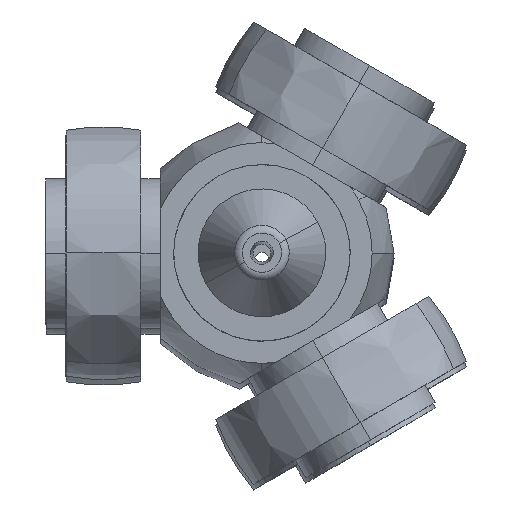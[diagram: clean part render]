
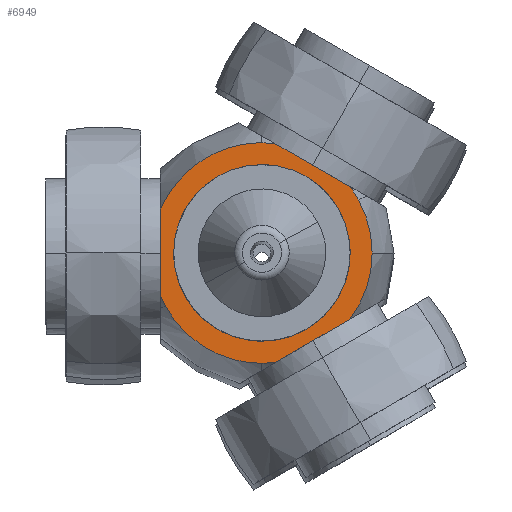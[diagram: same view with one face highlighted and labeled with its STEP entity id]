
A CAD part, top view. The second image highlights one B-rep face of the part: STEP entity #6949.
In plain terms, the highlighted face is planar.
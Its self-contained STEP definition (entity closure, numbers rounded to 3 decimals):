
#6395=CARTESIAN_POINT('Vertex',(11.,4.865,11.514)) ;
#6470=CARTESIAN_POINT('Vertex',(11.,-4.933,11.485)) ;
#6473=CARTESIAN_POINT('Line Origine',(11.,-0.034,11.5)) ;
#6563=CARTESIAN_POINT('Control Point',(11.,8.261,9.381)) ;
#6564=CARTESIAN_POINT('Control Point',(11.,6.736,10.724)) ;
#6565=CARTESIAN_POINT('Control Point',(11.,4.865,11.514)) ;
#6566=CARTESIAN_POINT('Vertex',(11.,8.261,9.381)) ;
#6570=CARTESIAN_POINT('Control Point',(11.,10.807,6.282)) ;
#6571=CARTESIAN_POINT('Control Point',(11.,9.786,8.038)) ;
#6572=CARTESIAN_POINT('Control Point',(11.,8.261,9.381)) ;
#6573=CARTESIAN_POINT('Vertex',(11.,10.807,6.282)) ;
#6577=CARTESIAN_POINT('Control Point',(11.,12.24,2.536)) ;
#6578=CARTESIAN_POINT('Control Point',(11.,11.828,4.526)) ;
#6579=CARTESIAN_POINT('Control Point',(11.,10.807,6.282)) ;
#6580=CARTESIAN_POINT('Vertex',(11.,12.24,2.536)) ;
#6584=CARTESIAN_POINT('Control Point',(11.,12.5,0.)) ;
#6585=CARTESIAN_POINT('Control Point',(11.,12.5,1.281)) ;
#6586=CARTESIAN_POINT('Control Point',(11.,12.24,2.536)) ;
#6587=CARTESIAN_POINT('Vertex',(11.,12.5,0.)) ;
#6790=CARTESIAN_POINT('Vertex',(11.,-12.5,0.)) ;
#6794=CARTESIAN_POINT('Control Point',(11.,-5.993,10.97)) ;
#6795=CARTESIAN_POINT('Control Point',(11.,-12.5,7.415)) ;
#6796=CARTESIAN_POINT('Control Point',(11.,-12.5,0.)) ;
#6797=CARTESIAN_POINT('Vertex',(11.,-5.993,10.97)) ;
#6839=CARTESIAN_POINT('Control Point',(11.,-4.933,11.485)) ;
#6840=CARTESIAN_POINT('Control Point',(11.,-5.475,11.253)) ;
#6841=CARTESIAN_POINT('Control Point',(11.,-5.993,10.97)) ;
#6849=CARTESIAN_POINT('Axis2P3D Location',(11.,0.,10.)) ;
#6855=CARTESIAN_POINT('Control Point',(11.,12.413,-1.471)) ;
#6856=CARTESIAN_POINT('Control Point',(11.,12.448,-1.178)) ;
#6857=CARTESIAN_POINT('Control Point',(11.,12.474,-0.884)) ;
#6858=CARTESIAN_POINT('Control Point',(11.,12.491,-0.589)) ;
#6859=CARTESIAN_POINT('Control Point',(11.,12.5,-0.295)) ;
#6860=CARTESIAN_POINT('Control Point',(11.,12.5,0.)) ;
#6861=CARTESIAN_POINT('Vertex',(11.,12.413,-1.471)) ;
#6865=CARTESIAN_POINT('Control Point',(11.,-12.5,0.)) ;
#6866=CARTESIAN_POINT('Control Point',(11.,-12.5,-0.31)) ;
#6867=CARTESIAN_POINT('Control Point',(11.,-12.49,-0.619)) ;
#6868=CARTESIAN_POINT('Control Point',(11.,-12.471,-0.929)) ;
#6869=CARTESIAN_POINT('Control Point',(11.,-12.443,-1.237)) ;
#6870=CARTESIAN_POINT('Control Point',(11.,-12.404,-1.544)) ;
#6871=CARTESIAN_POINT('Vertex',(11.,-12.404,-1.544)) ;
#6874=CARTESIAN_POINT('Line Origine',(11.,-9.942,-5.779)) ;
#6878=CARTESIAN_POINT('Vertex',(11.,-7.48,-10.015)) ;
#6881=CARTESIAN_POINT('Axis2P3D Location',(11.,0.,0.)) ;
#6885=CARTESIAN_POINT('Vertex',(11.,0.,-12.5)) ;
#6888=CARTESIAN_POINT('Axis2P3D Location',(11.,0.,0.)) ;
#6892=CARTESIAN_POINT('Vertex',(11.,5.993,-10.97)) ;
#6895=CARTESIAN_POINT('Axis2P3D Location',(11.,0.,0.)) ;
#6899=CARTESIAN_POINT('Vertex',(11.,7.539,-9.97)) ;
#6902=CARTESIAN_POINT('Line Origine',(11.,9.976,-5.72)) ;
#6923=CARTESIAN_POINT('Axis2P3D Location',(11.,0.,0.)) ;
#6927=CARTESIAN_POINT('Vertex',(11.,-4.794,8.776)) ;
#6929=CARTESIAN_POINT('Vertex',(11.,-10.,0.)) ;
#6932=CARTESIAN_POINT('Axis2P3D Location',(11.,0.,0.)) ;
#6936=CARTESIAN_POINT('Vertex',(11.,10.,0.)) ;
#6939=CARTESIAN_POINT('Axis2P3D Location',(11.,0.,0.)) ;
#6474=DIRECTION('Vector Direction',(0.,1.,0.003)) ;
#6850=DIRECTION('Axis2P3D Direction',(1.,0.,0.)) ;
#6851=DIRECTION('Axis2P3D XDirection',(0.,0.,-1.)) ;
#6875=DIRECTION('Vector Direction',(0.,0.503,-0.865)) ;
#6882=DIRECTION('Axis2P3D Direction',(1.,0.,0.)) ;
#6889=DIRECTION('Axis2P3D Direction',(1.,0.,0.)) ;
#6896=DIRECTION('Axis2P3D Direction',(1.,0.,0.)) ;
#6903=DIRECTION('Vector Direction',(0.,-0.497,-0.868)) ;
#6924=DIRECTION('Axis2P3D Direction',(1.,0.,0.)) ;
#6933=DIRECTION('Axis2P3D Direction',(1.,0.,0.)) ;
#6940=DIRECTION('Axis2P3D Direction',(1.,0.,0.)) ;
#6852=AXIS2_PLACEMENT_3D('Plane Axis2P3D',#6849,#6850,#6851) ;
#6883=AXIS2_PLACEMENT_3D('Circle Axis2P3D',#6881,#6882,$) ;
#6890=AXIS2_PLACEMENT_3D('Circle Axis2P3D',#6888,#6889,$) ;
#6897=AXIS2_PLACEMENT_3D('Circle Axis2P3D',#6895,#6896,$) ;
#6925=AXIS2_PLACEMENT_3D('Circle Axis2P3D',#6923,#6924,$) ;
#6934=AXIS2_PLACEMENT_3D('Circle Axis2P3D',#6932,#6933,$) ;
#6941=AXIS2_PLACEMENT_3D('Circle Axis2P3D',#6939,#6940,$) ;
#6908=ORIENTED_EDGE('',*,*,#6863,.T.) ;
#6909=ORIENTED_EDGE('',*,*,#6589,.T.) ;
#6910=ORIENTED_EDGE('',*,*,#6582,.T.) ;
#6911=ORIENTED_EDGE('',*,*,#6575,.T.) ;
#6912=ORIENTED_EDGE('',*,*,#6568,.T.) ;
#6913=ORIENTED_EDGE('',*,*,#6477,.F.) ;
#6914=ORIENTED_EDGE('',*,*,#6842,.T.) ;
#6915=ORIENTED_EDGE('',*,*,#6799,.T.) ;
#6916=ORIENTED_EDGE('',*,*,#6873,.T.) ;
#6917=ORIENTED_EDGE('',*,*,#6880,.T.) ;
#6918=ORIENTED_EDGE('',*,*,#6887,.T.) ;
#6919=ORIENTED_EDGE('',*,*,#6894,.T.) ;
#6920=ORIENTED_EDGE('',*,*,#6901,.T.) ;
#6921=ORIENTED_EDGE('',*,*,#6906,.F.) ;
#6945=ORIENTED_EDGE('',*,*,#6931,.F.) ;
#6946=ORIENTED_EDGE('',*,*,#6938,.F.) ;
#6947=ORIENTED_EDGE('',*,*,#6943,.F.) ;
#6948=FACE_BOUND('',#6944,.T.) ;
#6475=VECTOR('Line Direction',#6474,1.) ;
#6876=VECTOR('Line Direction',#6875,1.) ;
#6904=VECTOR('Line Direction',#6903,1.) ;
#6949=ADVANCED_FACE('Body1',(#6922,#6948),#6853,.T.) ;
#6854=B_SPLINE_CURVE_WITH_KNOTS('',5,(#6855,#6856,#6857,#6858,#6859,#6860),.UNSPECIFIED.,.F.,.U.,(6,6),(0.,2.089),.UNSPECIFIED.) ;
#6864=B_SPLINE_CURVE_WITH_KNOTS('',5,(#6865,#6866,#6867,#6868,#6869,#6870),.UNSPECIFIED.,.F.,.U.,(6,6),(18.972,21.164),.UNSPECIFIED.) ;
#6884=CIRCLE('generated circle',#6883,12.5) ;
#6891=CIRCLE('generated circle',#6890,12.5) ;
#6898=CIRCLE('generated circle',#6897,12.5) ;
#6926=CIRCLE('generated circle',#6925,10.) ;
#6935=CIRCLE('generated circle',#6934,10.) ;
#6942=CIRCLE('generated circle',#6941,10.) ;
#6477=EDGE_CURVE('',#6471,#6396,#6476,.T.) ;
#6568=EDGE_CURVE('',#6567,#6396,#6562,.T.) ;
#6575=EDGE_CURVE('',#6574,#6567,#6569,.T.) ;
#6582=EDGE_CURVE('',#6581,#6574,#6576,.T.) ;
#6589=EDGE_CURVE('',#6588,#6581,#6583,.T.) ;
#6799=EDGE_CURVE('',#6798,#6791,#6793,.T.) ;
#6842=EDGE_CURVE('',#6471,#6798,#6838,.T.) ;
#6863=EDGE_CURVE('',#6862,#6588,#6854,.T.) ;
#6873=EDGE_CURVE('',#6791,#6872,#6864,.T.) ;
#6880=EDGE_CURVE('',#6872,#6879,#6877,.T.) ;
#6887=EDGE_CURVE('',#6879,#6886,#6884,.T.) ;
#6894=EDGE_CURVE('',#6886,#6893,#6891,.T.) ;
#6901=EDGE_CURVE('',#6893,#6900,#6898,.T.) ;
#6906=EDGE_CURVE('',#6862,#6900,#6905,.T.) ;
#6931=EDGE_CURVE('',#6928,#6930,#6926,.T.) ;
#6938=EDGE_CURVE('',#6937,#6928,#6935,.T.) ;
#6943=EDGE_CURVE('',#6930,#6937,#6942,.T.) ;
#6907=EDGE_LOOP('',(#6908,#6909,#6910,#6911,#6912,#6913,#6914,#6915,#6916,#6917,#6918,#6919,#6920,#6921)) ;
#6944=EDGE_LOOP('',(#6945,#6946,#6947)) ;
#6922=FACE_OUTER_BOUND('',#6907,.T.) ;
#6476=LINE('Line',#6473,#6475) ;
#6877=LINE('Line',#6874,#6876) ;
#6905=LINE('Line',#6902,#6904) ;
#6853=PLANE('',#6852) ;
#6396=VERTEX_POINT('',#6395) ;
#6471=VERTEX_POINT('',#6470) ;
#6567=VERTEX_POINT('',#6566) ;
#6574=VERTEX_POINT('',#6573) ;
#6581=VERTEX_POINT('',#6580) ;
#6588=VERTEX_POINT('',#6587) ;
#6791=VERTEX_POINT('',#6790) ;
#6798=VERTEX_POINT('',#6797) ;
#6862=VERTEX_POINT('',#6861) ;
#6872=VERTEX_POINT('',#6871) ;
#6879=VERTEX_POINT('',#6878) ;
#6886=VERTEX_POINT('',#6885) ;
#6893=VERTEX_POINT('',#6892) ;
#6900=VERTEX_POINT('',#6899) ;
#6928=VERTEX_POINT('',#6927) ;
#6930=VERTEX_POINT('',#6929) ;
#6937=VERTEX_POINT('',#6936) ;
#6562=(BOUNDED_CURVE()B_SPLINE_CURVE(2,(#6563,#6564,#6565),.UNSPECIFIED.,.F.,.U.)B_SPLINE_CURVE_WITH_KNOTS((3,3),(100.223,105.815),.UNSPECIFIED.)CURVE()GEOMETRIC_REPRESENTATION_ITEM()RATIONAL_B_SPLINE_CURVE((0.854,0.859,0.886))REPRESENTATION_ITEM('')) ;
#6569=(BOUNDED_CURVE()B_SPLINE_CURVE(2,(#6570,#6571,#6572),.UNSPECIFIED.,.F.,.U.)B_SPLINE_CURVE_WITH_KNOTS((3,3),(94.689,100.223),.UNSPECIFIED.)CURVE()GEOMETRIC_REPRESENTATION_ITEM()RATIONAL_B_SPLINE_CURVE((0.868,0.85,0.854))REPRESENTATION_ITEM('')) ;
#6576=(BOUNDED_CURVE()B_SPLINE_CURVE(2,(#6577,#6578,#6579),.UNSPECIFIED.,.F.,.U.)B_SPLINE_CURVE_WITH_KNOTS((3,3),(88.915,94.689),.UNSPECIFIED.)CURVE()GEOMETRIC_REPRESENTATION_ITEM()RATIONAL_B_SPLINE_CURVE((0.93,0.887,0.868))REPRESENTATION_ITEM('')) ;
#6583=(BOUNDED_CURVE()B_SPLINE_CURVE(2,(#6584,#6585,#6586),.UNSPECIFIED.,.F.,.U.)B_SPLINE_CURVE_WITH_KNOTS((3,3),(84.976,88.915),.UNSPECIFIED.)CURVE()GEOMETRIC_REPRESENTATION_ITEM()RATIONAL_B_SPLINE_CURVE((1.,0.959,0.93))REPRESENTATION_ITEM('')) ;
#6793=(BOUNDED_CURVE()B_SPLINE_CURVE(2,(#6794,#6795,#6796),.UNSPECIFIED.,.F.,.U.)B_SPLINE_CURVE_WITH_KNOTS((3,3),(9.25,28.325),.UNSPECIFIED.)CURVE()GEOMETRIC_REPRESENTATION_ITEM()RATIONAL_B_SPLINE_CURVE((0.871,0.803,1.))REPRESENTATION_ITEM('')) ;
#6838=(BOUNDED_CURVE()B_SPLINE_CURVE(2,(#6839,#6840,#6841),.UNSPECIFIED.,.F.,.U.)B_SPLINE_CURVE_WITH_KNOTS((3,3),(7.592,9.25),.UNSPECIFIED.)CURVE()GEOMETRIC_REPRESENTATION_ITEM()RATIONAL_B_SPLINE_CURVE((0.885,0.877,0.871))REPRESENTATION_ITEM('')) ;
